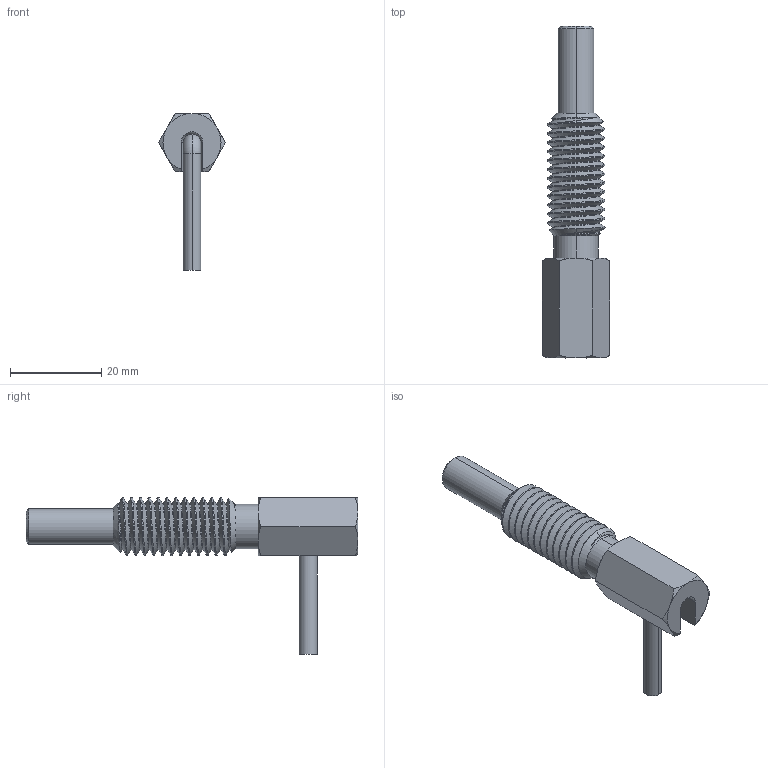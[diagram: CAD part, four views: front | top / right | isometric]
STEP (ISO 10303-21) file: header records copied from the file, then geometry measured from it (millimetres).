
FILE_DESCRIPTION (( 'STEP AP203' ), '1' );
FILE_NAME ('3403A63_Twist-Lock L-Handle Retractable Spring Plunger_3403A63_sldprt.STEP', '2023-01-20T01:32:20', ( '' ), ( '' ), 'SwSTEP 2.0', 'SolidWorks 2022', '' );
FILE_SCHEMA (( 'CONFIG_CONTROL_DESIGN' ));
Length unit declared in the file: inch
Products named in the file (1): 3403A63_Twist-Lock L-Handle Retractable Spring Plunger_3403A63_sldprt
Bounding box: 14.66 x 72.64 x 34.35 mm (x, y, z)
Volume: 5611.1 mm3; surface area: 4851.2 mm2
Topology: 2 solids, 2 shells, 103 faces, 270 edges, 173 vertices
Faces by surface type: cylinder 63, cone 20, plane 15, torus 2, bspline 2, sphere 1
Entity records: 5722 total; most frequent: CARTESIAN_POINT 3471, ORIENTED_EDGE 540, DIRECTION 375, EDGE_CURVE 270, VERTEX_POINT 173, AXIS2_PLACEMENT_3D 147, EDGE_LOOP 105, ADVANCED_FACE 103
